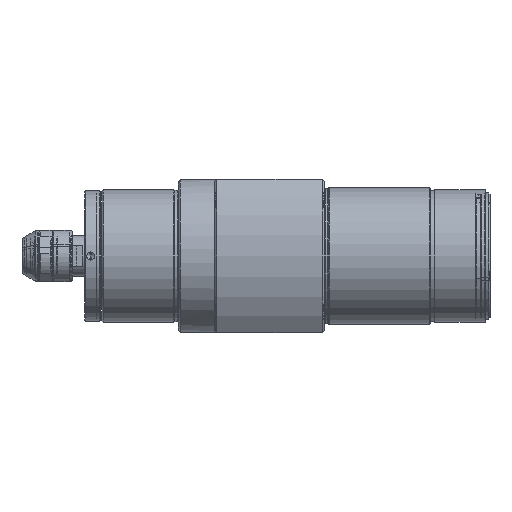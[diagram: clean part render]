
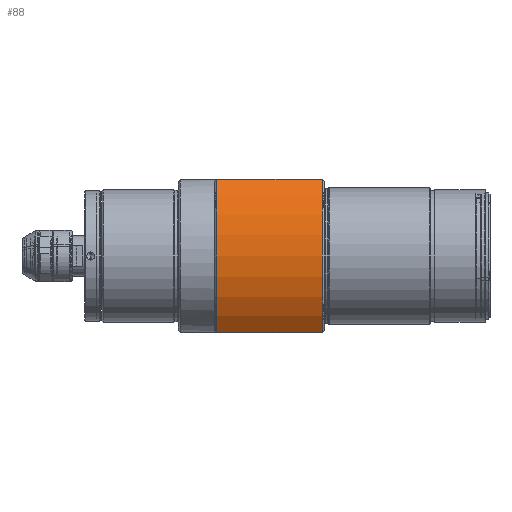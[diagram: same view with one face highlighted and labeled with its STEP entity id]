
A CAD part, front view. The second image highlights one B-rep face of the part: STEP entity #88.
In plain terms, the highlighted cylindrical face has radius 28 mm (diameter 56 mm), a partial arc.
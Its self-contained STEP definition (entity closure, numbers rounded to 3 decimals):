
#88 = ADVANCED_FACE ( 'NONE', ( #17815 ), #7081, .T. ) ;
#1796 = CARTESIAN_POINT ( 'NONE',  ( 51., -21.897, 17.45 ) ) ;
#1838 = EDGE_CURVE ( 'NONE', #11857, #22852, #18601, .T. ) ;
#2527 = LINE ( 'NONE', #16916, #9768 ) ;
#2944 = CIRCLE ( 'NONE', #13566, 28. ) ;
#3829 = EDGE_CURVE ( 'NONE', #5501, #17726, #2527, .T. ) ;
#4595 = DIRECTION ( 'NONE',  ( 1., 0., 0. ) ) ;
#5501 = VERTEX_POINT ( 'NONE', #21736 ) ;
#5945 = CARTESIAN_POINT ( 'NONE',  ( 51., -21.897, -17.45 ) ) ;
#6123 = DIRECTION ( 'NONE',  ( 0., 0., 1. ) ) ;
#6141 = DIRECTION ( 'NONE',  ( 0., 0., 1. ) ) ;
#7081 = CYLINDRICAL_SURFACE ( 'NONE', #8619, 28. ) ;
#7961 = DIRECTION ( 'NONE',  ( 1., 0., 0. ) ) ;
#8619 = AXIS2_PLACEMENT_3D ( 'NONE', #10537, #14305, #21338 ) ;
#9577 = ORIENTED_EDGE ( 'NONE', *, *, #11026, .T. ) ;
#9768 = VECTOR ( 'NONE', #7961, 1000. ) ;
#10050 = ORIENTED_EDGE ( 'NONE', *, *, #1838, .F. ) ;
#10537 = CARTESIAN_POINT ( 'NONE',  ( 0., 0., 0. ) ) ;
#11026 = EDGE_CURVE ( 'NONE', #11857, #17726, #2944, .T. ) ;
#11114 = CARTESIAN_POINT ( 'NONE',  ( 27., 0., 0. ) ) ;
#11214 = CARTESIAN_POINT ( 'NONE',  ( 51., 0., 0. ) ) ;
#11316 = CARTESIAN_POINT ( 'NONE',  ( 0., -21.897, -17.45 ) ) ;
#11857 = VERTEX_POINT ( 'NONE', #5945 ) ;
#11977 = ORIENTED_EDGE ( 'NONE', *, *, #3829, .F. ) ;
#12796 = CIRCLE ( 'NONE', #15416, 28. ) ;
#12945 = CARTESIAN_POINT ( 'NONE',  ( 27., -21.897, -17.45 ) ) ;
#13219 = DIRECTION ( 'NONE',  ( -1., 0., 0. ) ) ;
#13566 = AXIS2_PLACEMENT_3D ( 'NONE', #11214, #21919, #6123 ) ;
#14305 = DIRECTION ( 'NONE',  ( 1., 0., 0. ) ) ;
#15416 = AXIS2_PLACEMENT_3D ( 'NONE', #11114, #4595, #6141 ) ;
#16030 = ORIENTED_EDGE ( 'NONE', *, *, #20669, .T. ) ;
#16101 = VECTOR ( 'NONE', #13219, 1000. ) ;
#16916 = CARTESIAN_POINT ( 'NONE',  ( 0., -21.897, 17.45 ) ) ;
#17726 = VERTEX_POINT ( 'NONE', #1796 ) ;
#17815 = FACE_OUTER_BOUND ( 'NONE', #22698, .T. ) ;
#18601 = LINE ( 'NONE', #11316, #16101 ) ;
#20669 = EDGE_CURVE ( 'NONE', #5501, #22852, #12796, .T. ) ;
#21338 = DIRECTION ( 'NONE',  ( 0., 0., 1. ) ) ;
#21736 = CARTESIAN_POINT ( 'NONE',  ( 27., -21.897, 17.45 ) ) ;
#21919 = DIRECTION ( 'NONE',  ( -1., 0., 0. ) ) ;
#22698 = EDGE_LOOP ( 'NONE', ( #11977, #16030, #10050, #9577 ) ) ;
#22852 = VERTEX_POINT ( 'NONE', #12945 ) ;
